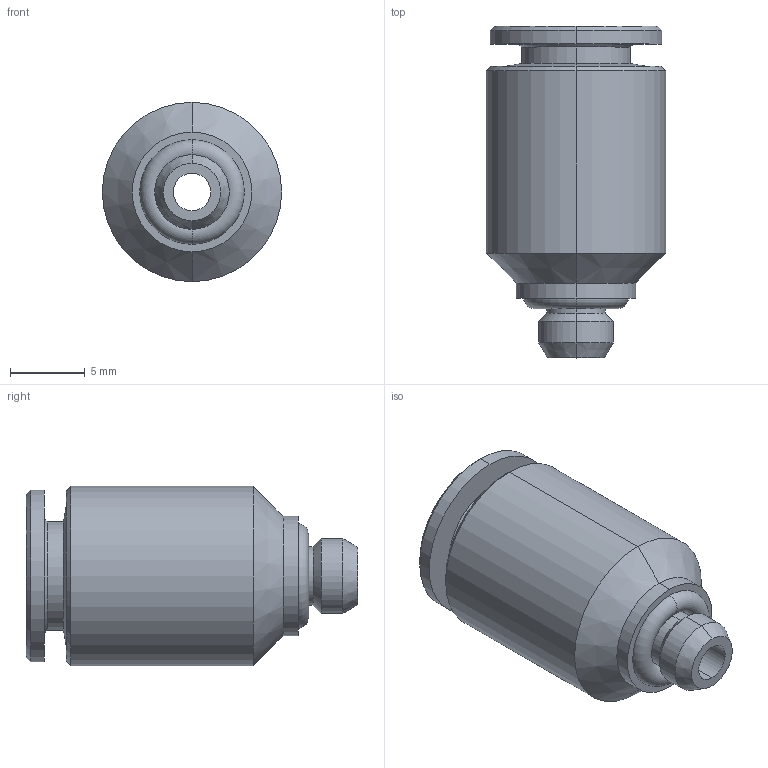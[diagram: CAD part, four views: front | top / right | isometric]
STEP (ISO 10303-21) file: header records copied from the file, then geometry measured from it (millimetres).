
FILE_DESCRIPTION (( 'STEP AP203' ), '1' );
FILE_NAME ('A0020030.STEP', '2009-01-20T07:24:33', ( '' ), ( 'sopra-pneumatic' ), 'SwSTEP 2.0', 'SolidWorks 2008', '' );
FILE_SCHEMA (( 'CONFIG_CONTROL_DESIGN' ));
Length unit declared in the file: millimetre
Products named in the file (1): A0020030
Bounding box: 12 x 22.2 x 12 mm (x, y, z)
Volume: 1368 mm3; surface area: 1346.7 mm2
Topology: 1 solids, 1 shells, 54 faces, 114 edges, 66 vertices
Faces by surface type: cone 18, plane 18, cylinder 16, torus 2
Entity records: 1537 total; most frequent: DIRECTION 274, CARTESIAN_POINT 269, ORIENTED_EDGE 228, EDGE_CURVE 114, AXIS2_PLACEMENT_3D 111, VERTEX_POINT 66, EDGE_LOOP 60, CIRCLE 56
